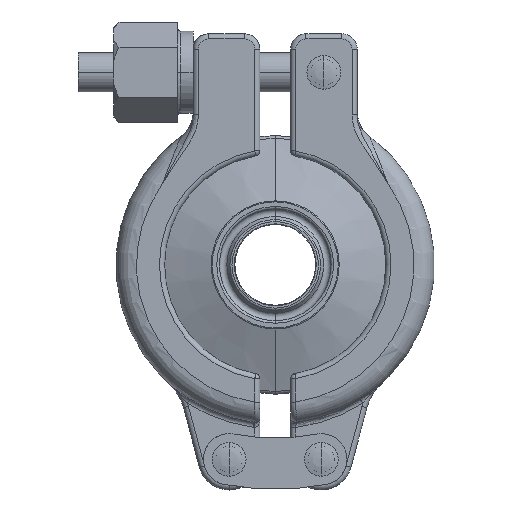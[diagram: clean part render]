
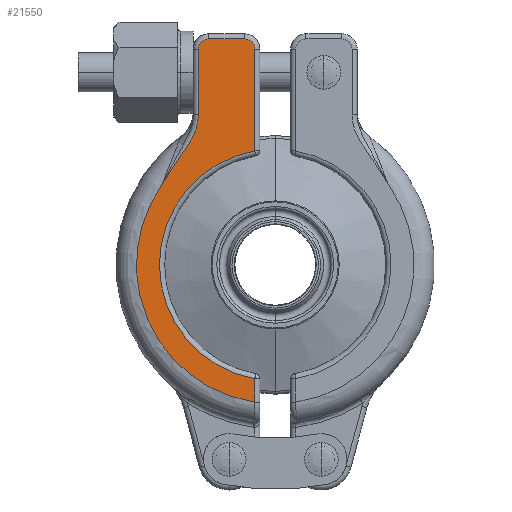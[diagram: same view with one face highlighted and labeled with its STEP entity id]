
A CAD part, left-side view. The second image highlights one B-rep face of the part: STEP entity #21550.
In plain terms, the highlighted face is planar.
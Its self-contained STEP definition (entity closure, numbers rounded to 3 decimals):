
#8 = CARTESIAN_POINT ( 'NONE',  ( -16.383, 21.683, -8.5 ) ) ;
#202 = CARTESIAN_POINT ( 'NONE',  ( 26.803, 4., -8.5 ) ) ;
#1094 = CIRCLE ( 'NONE', #9879, 22.6 ) ;
#1155 = CIRCLE ( 'NONE', #24940, 2. ) ;
#1364 = CARTESIAN_POINT ( 'NONE',  ( -22.243, 4., -8.5 ) ) ;
#1437 = PLANE ( 'NONE',  #27285 ) ;
#1557 = VECTOR ( 'NONE', #15807, 1000. ) ;
#1570 = DIRECTION ( 'NONE',  ( 0., 0., 1. ) ) ;
#1646 = CARTESIAN_POINT ( 'NONE',  ( -17.209, 21.188, -8.5 ) ) ;
#1857 = DIRECTION ( 'NONE',  ( -1., 0., 0. ) ) ;
#1915 = DIRECTION ( 'NONE',  ( 0., 0., 1. ) ) ;
#2192 = CARTESIAN_POINT ( 'NONE',  ( -21.201, 18.494, -8.5 ) ) ;
#5381 = CARTESIAN_POINT ( 'NONE',  ( -28.016, 15.077, -8.5 ) ) ;
#5563 = FACE_OUTER_BOUND ( 'NONE', #8679, .T. ) ;
#5761 = CARTESIAN_POINT ( 'NONE',  ( -20.152, 19.235, -8.5 ) ) ;
#5792 = CARTESIAN_POINT ( 'NONE',  ( 0., 4., -8.5 ) ) ;
#6117 = CARTESIAN_POINT ( 'NONE',  ( 0., 0., -8.5 ) ) ;
#6181 = CARTESIAN_POINT ( 'NONE',  ( -18.027, 20.677, -8.5 ) ) ;
#6218 = CARTESIAN_POINT ( 'NONE',  ( -29.299, 15., -8.5 ) ) ;
#6307 = DIRECTION ( 'NONE',  ( 1., 0., 0. ) ) ;
#7182 = CARTESIAN_POINT ( 'NONE',  ( -42.1, 4., -8.5 ) ) ;
#7331 = CARTESIAN_POINT ( 'NONE',  ( 0., 15., -8.5 ) ) ;
#7579 = CARTESIAN_POINT ( 'NONE',  ( -26.775, 15.377, -8.5 ) ) ;
#7771 = DIRECTION ( 'NONE',  ( 1., 0., 0. ) ) ;
#7966 = CARTESIAN_POINT ( 'NONE',  ( -42.1, 13., -8.5 ) ) ;
#7983 = CARTESIAN_POINT ( 'NONE',  ( -25.862, 15.698, -8.5 ) ) ;
#8020 = ORIENTED_EDGE ( 'NONE', *, *, #14989, .T. ) ;
#8055 = DIRECTION ( 'NONE',  ( 1., 0., 0. ) ) ;
#8679 = EDGE_LOOP ( 'NONE', ( #8020, #13681, #20173, #16887, #26976, #14144, #13288, #19328, #15976 ) ) ;
#8722 = AXIS2_PLACEMENT_3D ( 'NONE', #9896, #12272, #18344 ) ;
#9193 = EDGE_CURVE ( 'NONE', #23666, #25534, #23473, .T. ) ;
#9879 = AXIS2_PLACEMENT_3D ( 'NONE', #20990, #1915, #6307 ) ;
#9896 = CARTESIAN_POINT ( 'NONE',  ( -42.1, 6., -8.5 ) ) ;
#10038 = DIRECTION ( 'NONE',  ( 1., 0., 0. ) ) ;
#10056 = CARTESIAN_POINT ( 'NONE',  ( -19.626, 19.604, -8.5 ) ) ;
#10430 = DIRECTION ( 'NONE',  ( 0., 0., -1. ) ) ;
#10788 = CARTESIAN_POINT ( 'NONE',  ( -44.1, 0., -8.5 ) ) ;
#12272 = DIRECTION ( 'NONE',  ( 0., 0., -1. ) ) ;
#12367 = CARTESIAN_POINT ( 'NONE',  ( 0., 4., -8.5 ) ) ;
#12461 = VERTEX_POINT ( 'NONE', #7182 ) ;
#12493 = CARTESIAN_POINT ( 'NONE',  ( -42.1, 15., -8.5 ) ) ;
#12783 = VERTEX_POINT ( 'NONE', #1364 ) ;
#13288 = ORIENTED_EDGE ( 'NONE', *, *, #15901, .T. ) ;
#13681 = ORIENTED_EDGE ( 'NONE', *, *, #18473, .T. ) ;
#14144 = ORIENTED_EDGE ( 'NONE', *, *, #9193, .T. ) ;
#14378 = VERTEX_POINT ( 'NONE', #15637 ) ;
#14479 = EDGE_CURVE ( 'NONE', #14378, #12783, #1094, .T. ) ;
#14800 = CARTESIAN_POINT ( 'NONE',  ( -16.935, 21.355, -8.5 ) ) ;
#14805 = CIRCLE ( 'NONE', #25348, 27.1 ) ;
#14989 = EDGE_CURVE ( 'NONE', #17092, #17628, #14805, .T. ) ;
#15637 = CARTESIAN_POINT ( 'NONE',  ( 22.243, 4., -8.5 ) ) ;
#15807 = DIRECTION ( 'NONE',  ( 1., 0., 0. ) ) ;
#15901 = EDGE_CURVE ( 'NONE', #25534, #16630, #1155, .T. ) ;
#15922 = CARTESIAN_POINT ( 'NONE',  ( -29.299, 15., -8.5 ) ) ;
#15976 = ORIENTED_EDGE ( 'NONE', *, *, #23815, .T. ) ;
#16262 = CIRCLE ( 'NONE', #8722, 2. ) ;
#16337 = LINE ( 'NONE', #5792, #26402 ) ;
#16630 = VERTEX_POINT ( 'NONE', #12493 ) ;
#16649 = DIRECTION ( 'NONE',  ( 0., 1., 0. ) ) ;
#16702 = EDGE_CURVE ( 'NONE', #16630, #18786, #17861, .T. ) ;
#16887 = ORIENTED_EDGE ( 'NONE', *, *, #21000, .T. ) ;
#17092 = VERTEX_POINT ( 'NONE', #22587 ) ;
#17628 = VERTEX_POINT ( 'NONE', #202 ) ;
#17861 = LINE ( 'NONE', #7331, #1557 ) ;
#17886 = VECTOR ( 'NONE', #1857, 1000. ) ;
#18344 = DIRECTION ( 'NONE',  ( 1., 0., 0. ) ) ;
#18473 = EDGE_CURVE ( 'NONE', #17628, #14378, #22989, .T. ) ;
#18659 = CARTESIAN_POINT ( 'NONE',  ( -15.824, 22., -8.5 ) ) ;
#18786 = VERTEX_POINT ( 'NONE', #6218 ) ;
#19328 = ORIENTED_EDGE ( 'NONE', *, *, #16702, .T. ) ;
#20173 = ORIENTED_EDGE ( 'NONE', *, *, #14479, .T. ) ;
#20487 = EDGE_CURVE ( 'NONE', #12461, #23666, #16262, .T. ) ;
#20583 = CARTESIAN_POINT ( 'NONE',  ( -24.388, 16.338, -8.5 ) ) ;
#20990 = CARTESIAN_POINT ( 'NONE',  ( 0., 0., -8.5 ) ) ;
#21000 = EDGE_CURVE ( 'NONE', #12783, #12461, #16337, .T. ) ;
#21550 = ADVANCED_FACE ( 'NONE', ( #5563 ), #1437, .F. ) ;
#21608 = VECTOR ( 'NONE', #16649, 1000. ) ;
#22108 = CARTESIAN_POINT ( 'NONE',  ( -44.1, 6., -8.5 ) ) ;
#22232 = CARTESIAN_POINT ( 'NONE',  ( -27.083, 15.29, -8.5 ) ) ;
#22417 = CARTESIAN_POINT ( 'NONE',  ( 0., 0., -8.5 ) ) ;
#22587 = CARTESIAN_POINT ( 'NONE',  ( -15.824, 22., -8.5 ) ) ;
#22610 = DIRECTION ( 'NONE',  ( 0., 0., -1. ) ) ;
#22910 = CARTESIAN_POINT ( 'NONE',  ( -18.564, 20.325, -8.5 ) ) ;
#22989 = LINE ( 'NONE', #12367, #17886 ) ;
#23047 = CARTESIAN_POINT ( 'NONE',  ( -23.31, 17.03, -8.5 ) ) ;
#23473 = LINE ( 'NONE', #10788, #21608 ) ;
#23666 = VERTEX_POINT ( 'NONE', #22108 ) ;
#23815 = EDGE_CURVE ( 'NONE', #18786, #17092, #24707, .T. ) ;
#24308 = CARTESIAN_POINT ( 'NONE',  ( -28.65, 15., -8.5 ) ) ;
#24437 = CARTESIAN_POINT ( 'NONE',  ( -26.165, 15.581, -8.5 ) ) ;
#24701 = CARTESIAN_POINT ( 'NONE',  ( -21.724, 18.121, -8.5 ) ) ;
#24707 = B_SPLINE_CURVE_WITH_KNOTS ( 'NONE', 3,
 ( #15922, #24308, #5381, #22232, #7579, #24437, #7983, #20583, #23047, #24701, #2192, #5761, #10056, #22910, #6181, #1646, #14800, #8, #24981, #18659 ),
 .UNSPECIFIED., .F., .F.,
 ( 4, 2, 2, 2, 2, 2, 2, 2, 2, 4 ),
 ( 0., 0.002, 0.003, 0.004, 0.008, 0.01, 0.011, 0.013, 0.014, 0.015 ),
 .UNSPECIFIED. ) ;
#24741 = DIRECTION ( 'NONE',  ( -1., 0., 0. ) ) ;
#24940 = AXIS2_PLACEMENT_3D ( 'NONE', #7966, #22610, #10038 ) ;
#24981 = CARTESIAN_POINT ( 'NONE',  ( -16.102, 21.844, -8.5 ) ) ;
#25016 = CARTESIAN_POINT ( 'NONE',  ( -44.1, 13., -8.5 ) ) ;
#25348 = AXIS2_PLACEMENT_3D ( 'NONE', #6117, #10430, #8055 ) ;
#25534 = VERTEX_POINT ( 'NONE', #25016 ) ;
#26402 = VECTOR ( 'NONE', #24741, 1000. ) ;
#26976 = ORIENTED_EDGE ( 'NONE', *, *, #20487, .T. ) ;
#27285 = AXIS2_PLACEMENT_3D ( 'NONE', #22417, #1570, #7771 ) ;
